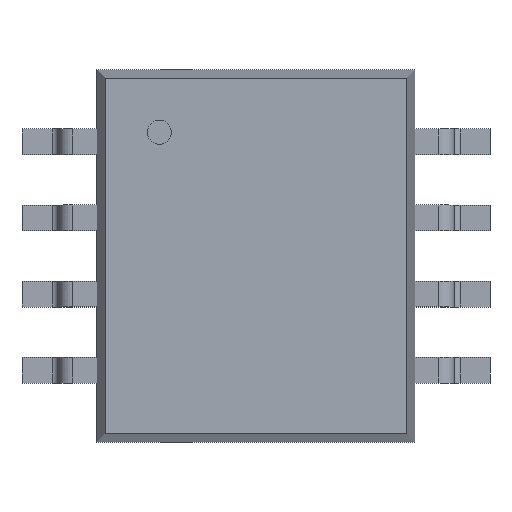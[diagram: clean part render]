
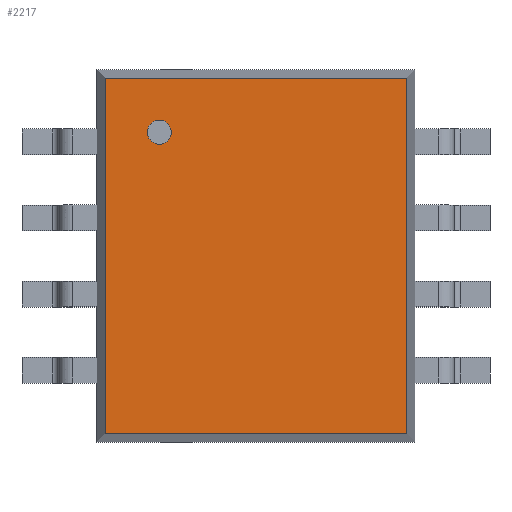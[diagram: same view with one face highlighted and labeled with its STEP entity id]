
A CAD part, top view. The second image highlights one B-rep face of the part: STEP entity #2217.
In plain terms, the highlighted planar face has unit normal (0, 0, 1).
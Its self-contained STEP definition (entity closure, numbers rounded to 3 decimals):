
#27=VECTOR('',#28,1.);
#28=DIRECTION('',(0.,-1.,0.));
#83=VECTOR('',#84,1.);
#84=DIRECTION('',(1.,0.,0.));
#90=VECTOR('',#91,1.);
#91=DIRECTION('',(0.,1.,0.));
#95=VECTOR('',#96,1.);
#96=DIRECTION('',(-1.,0.,0.));
#99=DIRECTION('',(0.,0.,-1.));
#1229=VERTEX_POINT('',#1230);
#1230=CARTESIAN_POINT('',(2.511,2.961,2.));
#1232=ORIENTED_EDGE('',*,*,#1233,.F.);
#1233=EDGE_CURVE('',#1234,#1229,#1236,.T.);
#1234=VERTEX_POINT('',#1235);
#1235=CARTESIAN_POINT('',(2.511,-2.961,2.));
#1236=LINE('',#1235,#90);
#1247=VERTEX_POINT('',#1248);
#1248=CARTESIAN_POINT('',(-2.511,2.961,2.));
#1250=ORIENTED_EDGE('',*,*,#1251,.F.);
#1251=EDGE_CURVE('',#1229,#1247,#1252,.T.);
#1252=LINE('',#1230,#95);
#1273=VERTEX_POINT('',#1274);
#1274=CARTESIAN_POINT('',(-2.511,-2.961,2.));
#1276=ORIENTED_EDGE('',*,*,#1277,.F.);
#1277=EDGE_CURVE('',#1247,#1273,#1278,.T.);
#1278=LINE('',#1248,#27);
#1634=ORIENTED_EDGE('',*,*,#1635,.F.);
#1635=EDGE_CURVE('',#1273,#1234,#1636,.T.);
#1636=LINE('',#1274,#83);
#2217=ADVANCED_FACE('',(#2218,#2220),#2230,.F.);
#2218=FACE_BOUND('',#2219,.F.);
#2219=EDGE_LOOP('',(#1276,#1250,#1232,#1634));
#2220=FACE_BOUND('',#2221,.F.);
#2221=EDGE_LOOP('',(#2222));
#2222=ORIENTED_EDGE('',*,*,#2223,.F.);
#2223=EDGE_CURVE('',#2224,#2224,#2226,.T.);
#2224=VERTEX_POINT('',#2225);
#2225=CARTESIAN_POINT('',(-1.611,1.861,2.));
#2226=CIRCLE('',#2227,0.2);
#2227=AXIS2_PLACEMENT_3D('',#2228,#2229,#28);
#2228=CARTESIAN_POINT('',(-1.611,2.061,2.));
#2229=DIRECTION('',(0.,-0.,-1.));
#2230=PLANE('',#2231);
#2231=AXIS2_PLACEMENT_3D('',#1248,#99,#2232);
#2232=DIRECTION('',(0.647,-0.763,0.));
